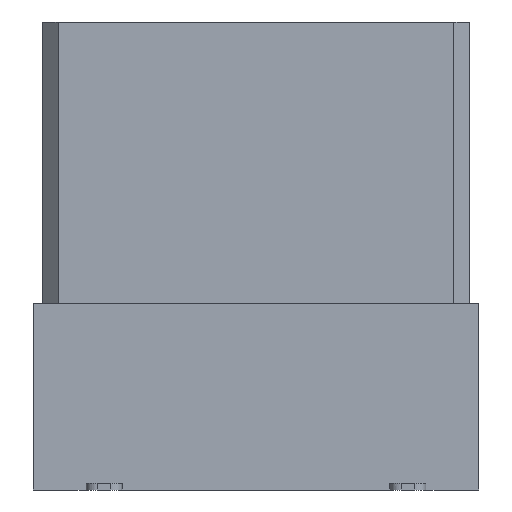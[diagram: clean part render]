
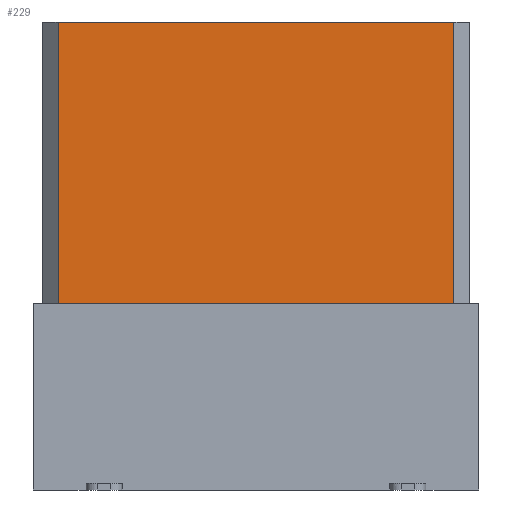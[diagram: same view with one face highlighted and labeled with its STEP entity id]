
A CAD part, front view. The second image highlights one B-rep face of the part: STEP entity #229.
In plain terms, the highlighted planar face has unit normal (0, -1, 0).
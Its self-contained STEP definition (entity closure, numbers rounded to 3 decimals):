
#87=CARTESIAN_POINT('Vertex',(-8.793,-2.55,20.8)) ;
#90=CARTESIAN_POINT('Line Origine',(0.,-2.55,20.8)) ;
#94=CARTESIAN_POINT('Vertex',(8.793,-2.55,20.8)) ;
#191=CARTESIAN_POINT('Vertex',(-8.793,-2.55,8.3)) ;
#194=CARTESIAN_POINT('Line Origine',(-8.793,-2.55,14.55)) ;
#206=CARTESIAN_POINT('Axis2P3D Location',(8.793,-2.55,8.3)) ;
#211=CARTESIAN_POINT('Line Origine',(0.,-2.55,8.3)) ;
#215=CARTESIAN_POINT('Vertex',(8.793,-2.55,8.3)) ;
#218=CARTESIAN_POINT('Line Origine',(8.793,-2.55,14.55)) ;
#92=VECTOR('Line Direction',#91,1.) ;
#196=VECTOR('Line Direction',#195,1.) ;
#213=VECTOR('Line Direction',#212,1.) ;
#220=VECTOR('Line Direction',#219,1.) ;
#91=DIRECTION('Vector Direction',(-1.,0.,0.)) ;
#195=DIRECTION('Vector Direction',(0.,0.,1.)) ;
#207=DIRECTION('Axis2P3D Direction',(0.,1.,-0.)) ;
#208=DIRECTION('Axis2P3D XDirection',(-1.,0.,0.)) ;
#212=DIRECTION('Vector Direction',(-1.,0.,0.)) ;
#219=DIRECTION('Vector Direction',(0.,0.,1.)) ;
#209=AXIS2_PLACEMENT_3D('Plane Axis2P3D',#206,#207,#208) ;
#93=LINE('Line',#90,#92) ;
#197=LINE('Line',#194,#196) ;
#214=LINE('Line',#211,#213) ;
#221=LINE('Line',#218,#220) ;
#210=PLANE('',#209) ;
#96=EDGE_CURVE('',#88,#95,#93,.F.) ;
#198=EDGE_CURVE('',#192,#88,#197,.T.) ;
#217=EDGE_CURVE('',#192,#216,#214,.F.) ;
#222=EDGE_CURVE('',#216,#95,#221,.T.) ;
#223=EDGE_LOOP('',(#224,#225,#226,#227)) ;
#224=ORIENTED_EDGE('',*,*,#198,.F.) ;
#225=ORIENTED_EDGE('',*,*,#217,.T.) ;
#226=ORIENTED_EDGE('',*,*,#222,.T.) ;
#227=ORIENTED_EDGE('',*,*,#96,.F.) ;
#88=VERTEX_POINT('',#87) ;
#95=VERTEX_POINT('',#94) ;
#192=VERTEX_POINT('',#191) ;
#216=VERTEX_POINT('',#215) ;
#229=ADVANCED_FACE('Hauptk\X2\00F6\X0\rper',(#228),#210,.F.) ;
#228=FACE_OUTER_BOUND('',#223,.T.) ;
